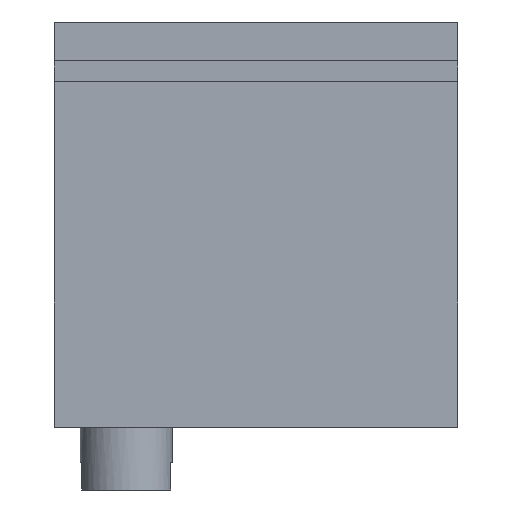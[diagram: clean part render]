
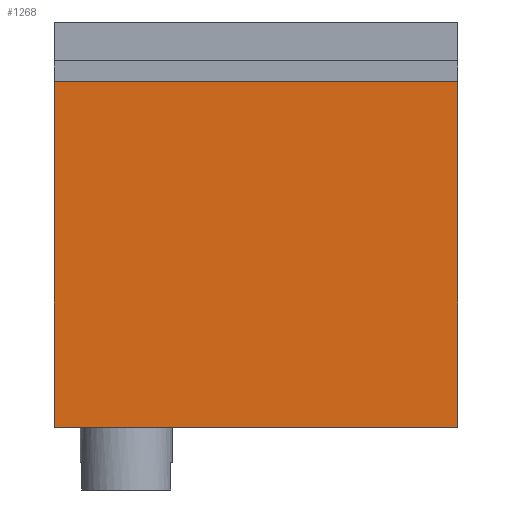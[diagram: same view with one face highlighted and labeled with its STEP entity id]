
A CAD part, front view. The second image highlights one B-rep face of the part: STEP entity #1268.
In plain terms, the highlighted planar face has unit normal (0, -1, 0).
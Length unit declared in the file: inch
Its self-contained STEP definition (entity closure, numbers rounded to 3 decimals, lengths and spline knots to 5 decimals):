
#49=DIRECTION('',(1.,0.,0.));
#50=VECTOR('',#49,0.385);
#51=CARTESIAN_POINT('',(-0.1925,0.,0.147));
#52=LINE('',#51,#50);
#53=DIRECTION('',(0.,0.,-1.));
#54=VECTOR('',#53,0.33);
#55=CARTESIAN_POINT('',(0.1925,0.,0.147));
#56=LINE('',#55,#54);
#57=DIRECTION('',(-1.,0.,0.));
#58=VECTOR('',#57,0.385);
#59=CARTESIAN_POINT('',(0.1925,0.,-0.183));
#60=LINE('',#59,#58);
#61=DIRECTION('',(0.,0.,1.));
#62=VECTOR('',#61,0.33);
#63=CARTESIAN_POINT('',(-0.1925,0.,-0.183));
#64=LINE('',#63,#62);
#907=CARTESIAN_POINT('',(0.1925,0.,-0.183));
#908=CARTESIAN_POINT('',(-0.1925,0.,-0.183));
#909=VERTEX_POINT('',#907);
#910=VERTEX_POINT('',#908);
#991=CARTESIAN_POINT('',(-0.1925,0.,0.147));
#992=CARTESIAN_POINT('',(0.1925,0.,0.147));
#993=VERTEX_POINT('',#991);
#994=VERTEX_POINT('',#992);
#1255=CARTESIAN_POINT('',(0.,0.,0.));
#1256=DIRECTION('',(0.,1.,0.));
#1257=DIRECTION('',(1.,0.,0.));
#1258=AXIS2_PLACEMENT_3D('',#1255,#1256,#1257);
#1259=PLANE('',#1258);
#1260=ORIENTED_EDGE('',*,*,#1245,.T.);
#1261=ORIENTED_EDGE('',*,*,#1235,.T.);
#1263=ORIENTED_EDGE('',*,*,#1262,.T.);
#1265=ORIENTED_EDGE('',*,*,#1264,.T.);
#1266=EDGE_LOOP('',(#1260,#1261,#1263,#1265));
#1267=FACE_OUTER_BOUND('',#1266,.F.);
#1268=ADVANCED_FACE('',(#1267),#1259,.F.);
#1235=EDGE_CURVE('',#994,#909,#56,.T.);
#1245=EDGE_CURVE('',#993,#994,#52,.T.);
#1262=EDGE_CURVE('',#909,#910,#60,.T.);
#1264=EDGE_CURVE('',#910,#993,#64,.T.);
